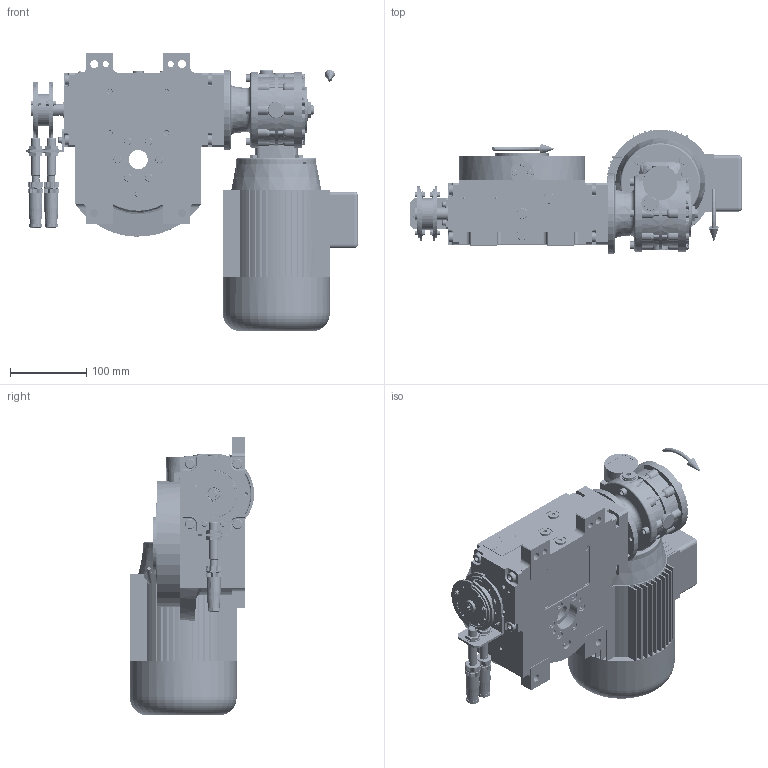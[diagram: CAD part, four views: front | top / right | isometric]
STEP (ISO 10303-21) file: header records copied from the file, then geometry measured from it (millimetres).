
FILE_DESCRIPTION (( 'STEP AP203' ), '1' );
FILE_NAME ('PC5201832.step', '2026-02-10T11:09:10', ( '' ), ( '' ), 'SwSTEP 2.0', 'SolidWorks 2020', '' );
FILE_SCHEMA (( 'CONFIG_CONTROL_DESIGN' ));
Length unit declared in the file: millimetre
Products named in the file (95): cfn2000_01_184; cfn2000_01_147; AS_rig04_004; cfn2276_01_065; freccia_angolare_albero; cfn2000_01_161; CFN2203_02_001.stp; cfn2000_01_151; rig04_004; 900_00_00_005; olio_agip_blasia_150; freccia_angolare; rig04_004_s_001; cfn2115_02_213; CFN2155_01_007.stp; AS_rig04_014_s_001; 900_38_10_028; AS_rig04_015; rig04_003_6; cfn2155_01_055; rig04_001_a_001; AS_cfn2400_04_024; cfn2055_01_002; rig04_007_master; RMI40_F1_LCB_DX_71B14; cfn2000_01_129; rig04_014_s_001; RIG04_005_ASM.stp; cfn2151_01_162; AS_900_38_30_003; cfn2003_01_063; cfn2107_01_001; cfn2128_05_006; CFN2000_01_185.stp; PC5201832; CFN2356_03_051.stp; AS_900_38_10_028; AS_rig04_002_bl_004; cfn2476_01_001_48x38; cfn2070_05_001 ...
Assembly tree (91 placements, depth 5):
  cfn2276_01_065
  CFN2203_02_001.stp
  olio_agip_blasia_150
  cfn2115_02_213
  rig04_007_master
Bounding box: 435 x 163 x 365 mm (x, y, z)
Volume: 5082319.1 mm3; surface area: 881330 mm2
Topology: 91 solids, 91 shells, 6292 faces, 15927 edges, 10119 vertices
Faces by surface type: plane 3018, cylinder 2118, cone 971, torus 157, bspline 18, sphere 10
Entity records: 174636 total; most frequent: CARTESIAN_POINT 40756, DIRECTION 26224, ORIENTED_EDGE 25616, EDGE_CURVE 12808, AXIS2_PLACEMENT_3D 9558, VERTEX_POINT 8209, VECTOR 7108, LINE 7108
